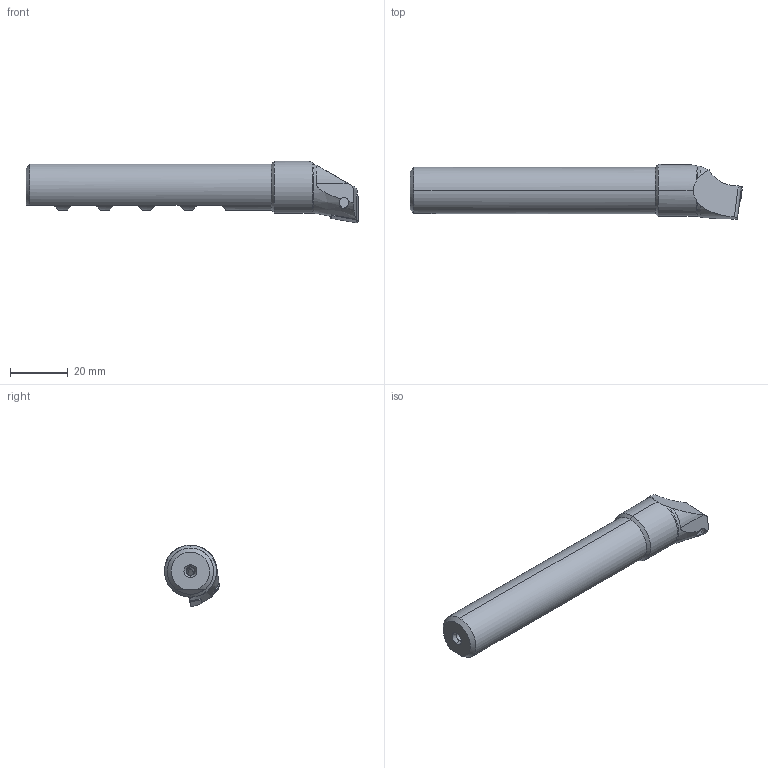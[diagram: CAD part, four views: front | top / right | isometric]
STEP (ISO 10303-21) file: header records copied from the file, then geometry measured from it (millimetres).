
FILE_DESCRIPTION (( 'STEP AP203' ), '1' );
FILE_NAME ('B25-WCB.K11.115.STEP', '2014-01-31T14:53:39', ( 'SwiAdmin' ), ( '' ), 'SwSTEP 2.0', 'SolidWorks 2012', '' );
FILE_SCHEMA (( 'CONFIG_CONTROL_DESIGN' ));
Length unit declared in the file: millimetre
Products named in the file (4): B25-WCB.K11.115; WCB-ER2.001.009_A; CCMT09T304; B25-WCB.K11.115_A
Assembly tree (3 placements, depth 2):
  B25-WCB.K11.115
    B25-WCB.K11.115_A
    CCMT09T304
    WCB-ER2.001.009_A
Bounding box: 115 x 19.06 x 21.38 mm (x, y, z)
Volume: 21257.7 mm3; surface area: 7591.6 mm2
Topology: 3 solids, 3 shells, 145 faces, 381 edges, 232 vertices
Faces by surface type: plane 45, cylinder 39, cone 37, bspline 12, torus 10, sphere 2
Entity records: 5248 total; most frequent: CARTESIAN_POINT 1567, ORIENTED_EDGE 742, DIRECTION 632, EDGE_CURVE 371, AXIS2_PLACEMENT_3D 245, VERTEX_POINT 232, EDGE_LOOP 151, FACE_OUTER_BOUND 145
